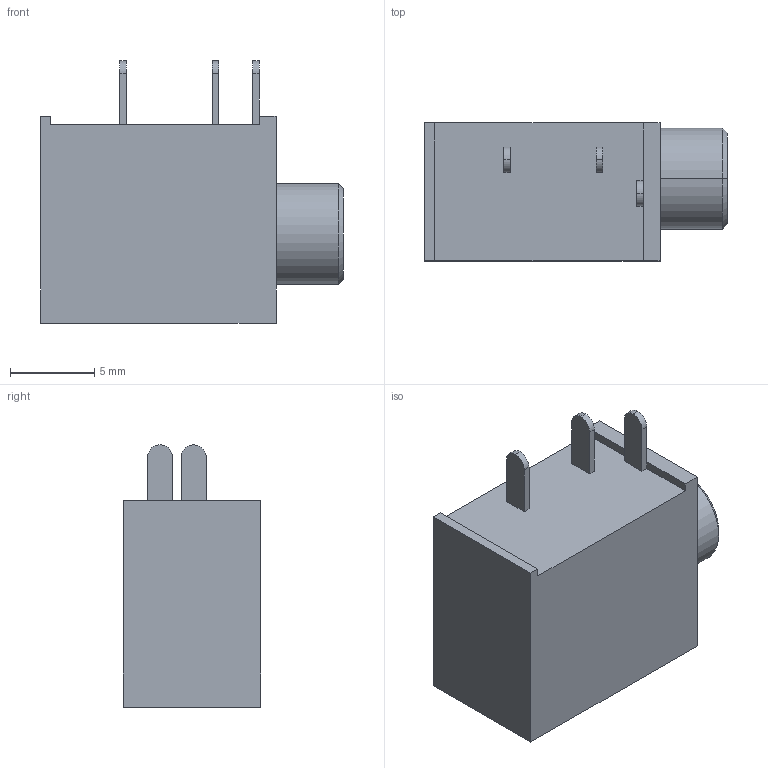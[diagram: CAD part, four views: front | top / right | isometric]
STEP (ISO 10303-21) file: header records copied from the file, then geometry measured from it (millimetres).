
FILE_DESCRIPTION (( 'STEP AP214' ), '1' );
FILE_NAME ('CUI_DEVICES_SJ1-3533N.step', '2019-10-20T22:36:11', ( '' ), ( '' ), 'SwSTEP 2.0', 'SolidWorks 2019', '' );
FILE_SCHEMA (( 'AUTOMOTIVE_DESIGN' ));
Length unit declared in the file: inch
Products named in the file (1): CUI_DEVICES_SJ1-3533N
Bounding box: 18 x 8.2 x 15.6 mm (x, y, z)
Volume: 1439.3 mm3; surface area: 928.3 mm2
Topology: 1 solids, 1 shells, 37 faces, 89 edges, 58 vertices
Faces by surface type: plane 25, cylinder 10, cone 2
Entity records: 1594 total; most frequent: DIRECTION 187, CARTESIAN_POINT 185, ORIENTED_EDGE 178, EDGE_CURVE 89, LINE 67, VECTOR 67, AXIS2_PLACEMENT_3D 60, VERTEX_POINT 58
